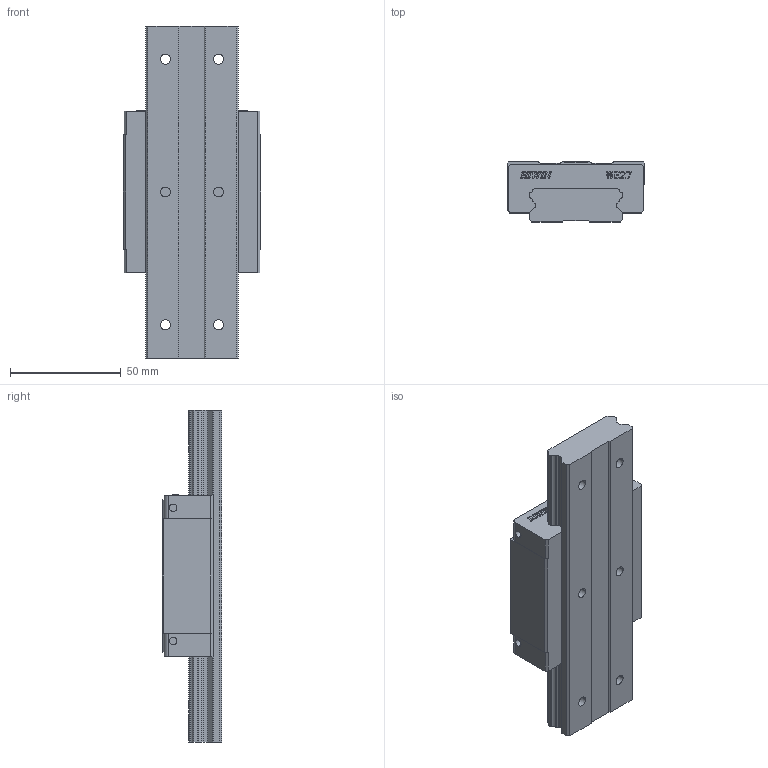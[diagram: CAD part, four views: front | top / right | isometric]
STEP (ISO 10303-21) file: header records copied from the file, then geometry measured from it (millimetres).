
FILE_DESCRIPTION((''),'2;1');
FILE_NAME('WEH27C_ASM_4_ASM','2009-04-13T',('brianyu'),(''),'PRO/ENGINEER BY PARAMETRIC TECHNOLOGY CORPORATION, 2004360','PRO/ENGINEER BY PARAMETRIC TECHNOLOGY CORPORATION, 2004360','');
FILE_SCHEMA(('CONFIG_CONTROL_DESIGN'));
Length unit declared in the file: millimetre
Products named in the file (3): WEH27CA_3; WER27_3; WEH27C_ASM_4_ASM
Assembly tree (2 placements, depth 2):
  WEH27C_ASM_4_ASM
    WEH27CA_3
    WER27_3
Bounding box: 62 x 27 x 150 mm (x, y, z)
Volume: 155640.5 mm3; surface area: 36696.9 mm2
Topology: 2 solids, 2 shells, 389 faces, 1092 edges, 736 vertices
Faces by surface type: plane 262, cylinder 127
Entity records: 12707 total; most frequent: CARTESIAN_POINT 2247, ORIENTED_EDGE 2184, DIRECTION 2152, EDGE_CURVE 1092, VECTOR 810, LINE 810, VERTEX_POINT 736, AXIS2_PLACEMENT_3D 671
